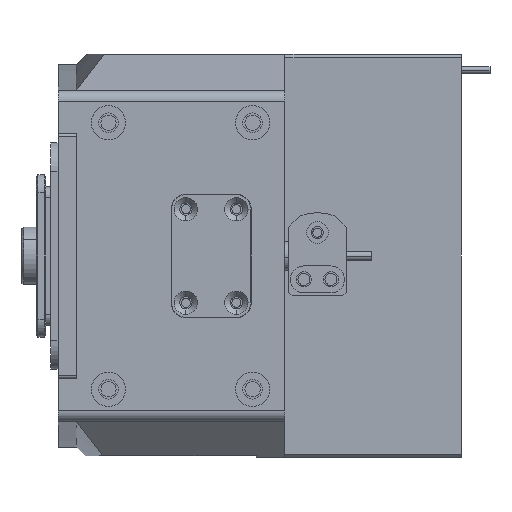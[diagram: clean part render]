
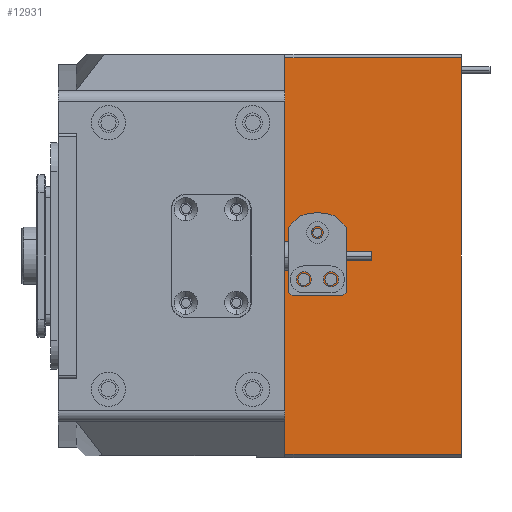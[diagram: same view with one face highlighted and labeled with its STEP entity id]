
A CAD part, left-side view. The second image highlights one B-rep face of the part: STEP entity #12931.
In plain terms, the highlighted planar face has unit normal (-1, 0, 0).
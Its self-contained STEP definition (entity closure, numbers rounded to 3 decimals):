
#79 = CIRCLE ( 'NONE', #10045, 1.25 ) ;
#384 = AXIS2_PLACEMENT_3D ( 'NONE', #35031, #5447, #35193 ) ;
#465 = AXIS2_PLACEMENT_3D ( 'NONE', #19482, #42170, #19648 ) ;
#978 = DIRECTION ( 'NONE',  ( -1., 0., 0. ) ) ;
#1593 = ORIENTED_EDGE ( 'NONE', *, *, #24142, .F. ) ;
#1762 = CARTESIAN_POINT ( 'NONE',  ( -93., -65.5, 55. ) ) ;
#1855 = EDGE_CURVE ( 'NONE', #16021, #32643, #79, .T. ) ;
#2174 = DIRECTION ( 'NONE',  ( 0., 0., 1. ) ) ;
#2522 = CARTESIAN_POINT ( 'NONE',  ( -93., -25.5, 6.5 ) ) ;
#2815 = VECTOR ( 'NONE', #13414, 1000. ) ;
#3623 = CARTESIAN_POINT ( 'NONE',  ( -93., -25.5, 7.75 ) ) ;
#5447 = DIRECTION ( 'NONE',  ( -1., 0., 0. ) ) ;
#6503 = AXIS2_PLACEMENT_3D ( 'NONE', #7279, #41439, #11051 ) ;
#6809 = EDGE_CURVE ( 'NONE', #35617, #31115, #7940, .T. ) ;
#7250 = EDGE_CURVE ( 'NONE', #10891, #10805, #14045, .T. ) ;
#7279 = CARTESIAN_POINT ( 'NONE',  ( -93., -21.75, -6.5 ) ) ;
#7470 = DIRECTION ( 'NONE',  ( 0., 1., 0. ) ) ;
#7940 = LINE ( 'NONE', #44090, #23201 ) ;
#8364 = CARTESIAN_POINT ( 'NONE',  ( -93., -29.25, -6.5 ) ) ;
#8692 = EDGE_LOOP ( 'NONE', ( #44586, #14201, #16753, #46420 ) ) ;
#10045 = AXIS2_PLACEMENT_3D ( 'NONE', #2522, #13691, #14180 ) ;
#10099 = LINE ( 'NONE', #43320, #28303 ) ;
#10564 = DIRECTION ( 'NONE',  ( 0., 0., -1. ) ) ;
#10805 = VERTEX_POINT ( 'NONE', #45297 ) ;
#10891 = VERTEX_POINT ( 'NONE', #22930 ) ;
#10925 = EDGE_CURVE ( 'NONE', #33759, #12466, #27503, .T. ) ;
#11051 = DIRECTION ( 'NONE',  ( 0., 0., 1. ) ) ;
#11448 = CARTESIAN_POINT ( 'NONE',  ( -93., -21.75, -4.85 ) ) ;
#12466 = VERTEX_POINT ( 'NONE', #11448 ) ;
#12931 = ADVANCED_FACE ( 'NONE', ( #28493, #44398, #39096, #21414 ), #22881, .F. ) ;
#13414 = DIRECTION ( 'NONE',  ( 0., 1., 0. ) ) ;
#13691 = DIRECTION ( 'NONE',  ( -1., 0., 0. ) ) ;
#13996 = DIRECTION ( 'NONE',  ( -1., 0., 0. ) ) ;
#14045 = LINE ( 'NONE', #17382, #20466 ) ;
#14180 = DIRECTION ( 'NONE',  ( 0., 0., 1. ) ) ;
#14201 = ORIENTED_EDGE ( 'NONE', *, *, #20591, .T. ) ;
#15984 = ORIENTED_EDGE ( 'NONE', *, *, #1855, .F. ) ;
#16021 = VERTEX_POINT ( 'NONE', #31497 ) ;
#16753 = ORIENTED_EDGE ( 'NONE', *, *, #7250, .F. ) ;
#17382 = CARTESIAN_POINT ( 'NONE',  ( -93., -65.5, 56. ) ) ;
#18038 = ORIENTED_EDGE ( 'NONE', *, *, #45518, .F. ) ;
#19479 = EDGE_CURVE ( 'NONE', #32643, #16021, #38347, .T. ) ;
#19482 = CARTESIAN_POINT ( 'NONE',  ( -93., -21.75, -6.5 ) ) ;
#19648 = DIRECTION ( 'NONE',  ( 0., 0., 1. ) ) ;
#20287 = CIRCLE ( 'NONE', #34487, 1.65 ) ;
#20466 = VECTOR ( 'NONE', #20672, 1000. ) ;
#20591 = EDGE_CURVE ( 'NONE', #31115, #10805, #10099, .T. ) ;
#20672 = DIRECTION ( 'NONE',  ( 0., 0., -1. ) ) ;
#20766 = DIRECTION ( 'NONE',  ( 0., -1., 0. ) ) ;
#21064 = EDGE_LOOP ( 'NONE', ( #47627, #15984 ) ) ;
#21414 = FACE_OUTER_BOUND ( 'NONE', #8692, .T. ) ;
#22162 = ORIENTED_EDGE ( 'NONE', *, *, #36223, .F. ) ;
#22881 = PLANE ( 'NONE',  #31057 ) ;
#22930 = CARTESIAN_POINT ( 'NONE',  ( -93., -65.5, 55. ) ) ;
#23201 = VECTOR ( 'NONE', #10564, 1000. ) ;
#23294 = ORIENTED_EDGE ( 'NONE', *, *, #10925, .F. ) ;
#24142 = EDGE_CURVE ( 'NONE', #35057, #31520, #20287, .T. ) ;
#26040 = CARTESIAN_POINT ( 'NONE',  ( -93., -65.5, 56. ) ) ;
#27503 = CIRCLE ( 'NONE', #465, 1.65 ) ;
#28023 = CARTESIAN_POINT ( 'NONE',  ( -93., -16.5, -55. ) ) ;
#28303 = VECTOR ( 'NONE', #20766, 1000. ) ;
#28493 = FACE_BOUND ( 'NONE', #21064, .T. ) ;
#29921 = CARTESIAN_POINT ( 'NONE',  ( -93., -16.5, 55. ) ) ;
#30292 = DIRECTION ( 'NONE',  ( 1., 0., 0. ) ) ;
#31057 = AXIS2_PLACEMENT_3D ( 'NONE', #26040, #30292, #7470 ) ;
#31115 = VERTEX_POINT ( 'NONE', #28023 ) ;
#31497 = CARTESIAN_POINT ( 'NONE',  ( -93., -25.5, 5.25 ) ) ;
#31520 = VERTEX_POINT ( 'NONE', #36386 ) ;
#32231 = AXIS2_PLACEMENT_3D ( 'NONE', #43414, #13996, #2174 ) ;
#32643 = VERTEX_POINT ( 'NONE', #3623 ) ;
#33759 = VERTEX_POINT ( 'NONE', #36831 ) ;
#34389 = CARTESIAN_POINT ( 'NONE',  ( -93., -29.25, -4.85 ) ) ;
#34487 = AXIS2_PLACEMENT_3D ( 'NONE', #8364, #978, #42542 ) ;
#35031 = CARTESIAN_POINT ( 'NONE',  ( -93., -25.5, 6.5 ) ) ;
#35057 = VERTEX_POINT ( 'NONE', #34389 ) ;
#35193 = DIRECTION ( 'NONE',  ( 0., 0., 1. ) ) ;
#35617 = VERTEX_POINT ( 'NONE', #29921 ) ;
#36223 = EDGE_CURVE ( 'NONE', #12466, #33759, #47116, .T. ) ;
#36386 = CARTESIAN_POINT ( 'NONE',  ( -93., -29.25, -8.15 ) ) ;
#36831 = CARTESIAN_POINT ( 'NONE',  ( -93., -21.75, -8.15 ) ) ;
#38347 = CIRCLE ( 'NONE', #384, 1.25 ) ;
#38679 = LINE ( 'NONE', #1762, #2815 ) ;
#39034 = EDGE_CURVE ( 'NONE', #10891, #35617, #38679, .T. ) ;
#39096 = FACE_BOUND ( 'NONE', #40722, .T. ) ;
#40722 = EDGE_LOOP ( 'NONE', ( #1593, #18038 ) ) ;
#41307 = EDGE_LOOP ( 'NONE', ( #22162, #23294 ) ) ;
#41439 = DIRECTION ( 'NONE',  ( -1., 0., 0. ) ) ;
#42170 = DIRECTION ( 'NONE',  ( -1., 0., 0. ) ) ;
#42542 = DIRECTION ( 'NONE',  ( 0., 0., 1. ) ) ;
#43320 = CARTESIAN_POINT ( 'NONE',  ( -93., -65.5, -55. ) ) ;
#43414 = CARTESIAN_POINT ( 'NONE',  ( -93., -29.25, -6.5 ) ) ;
#44090 = CARTESIAN_POINT ( 'NONE',  ( -93., -16.5, 56. ) ) ;
#44398 = FACE_BOUND ( 'NONE', #41307, .T. ) ;
#44586 = ORIENTED_EDGE ( 'NONE', *, *, #6809, .T. ) ;
#45297 = CARTESIAN_POINT ( 'NONE',  ( -93., -65.5, -55. ) ) ;
#45518 = EDGE_CURVE ( 'NONE', #31520, #35057, #48090, .T. ) ;
#46420 = ORIENTED_EDGE ( 'NONE', *, *, #39034, .T. ) ;
#47116 = CIRCLE ( 'NONE', #6503, 1.65 ) ;
#47627 = ORIENTED_EDGE ( 'NONE', *, *, #19479, .F. ) ;
#48090 = CIRCLE ( 'NONE', #32231, 1.65 ) ;
